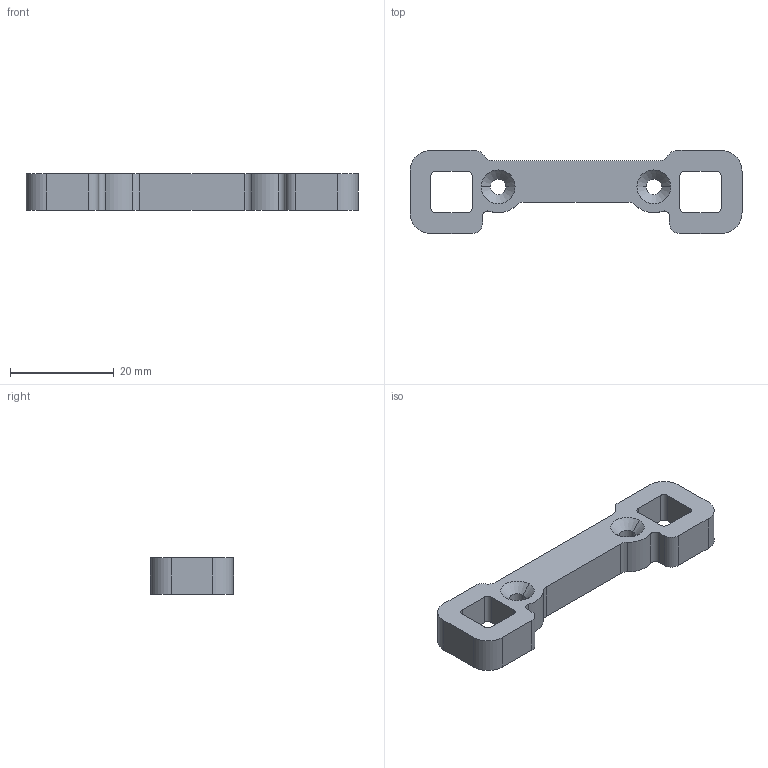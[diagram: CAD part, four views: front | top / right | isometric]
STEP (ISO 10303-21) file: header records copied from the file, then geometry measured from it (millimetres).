
FILE_DESCRIPTION (( 'STEP AP203' ), '1' );
FILE_NAME ('Cale 2.STEP', '2023-05-30T07:39:29', ( '' ), ( '' ), 'SwSTEP 2.0', 'SolidWorks 2015', '' );
FILE_SCHEMA (( 'CONFIG_CONTROL_DESIGN' ));
Length unit declared in the file: millimetre
Products named in the file (1): Cale 2
Bounding box: 64 x 16 x 7 mm (x, y, z)
Volume: 4114.5 mm3; surface area: 2900.9 mm2
Topology: 1 solids, 1 shells, 70 faces, 194 edges, 128 vertices
Faces by surface type: cylinder 36, plane 30, cone 4
Entity records: 2355 total; most frequent: DIRECTION 412, CARTESIAN_POINT 393, ORIENTED_EDGE 388, EDGE_CURVE 194, AXIS2_PLACEMENT_3D 147, VERTEX_POINT 128, VECTOR 118, LINE 118
